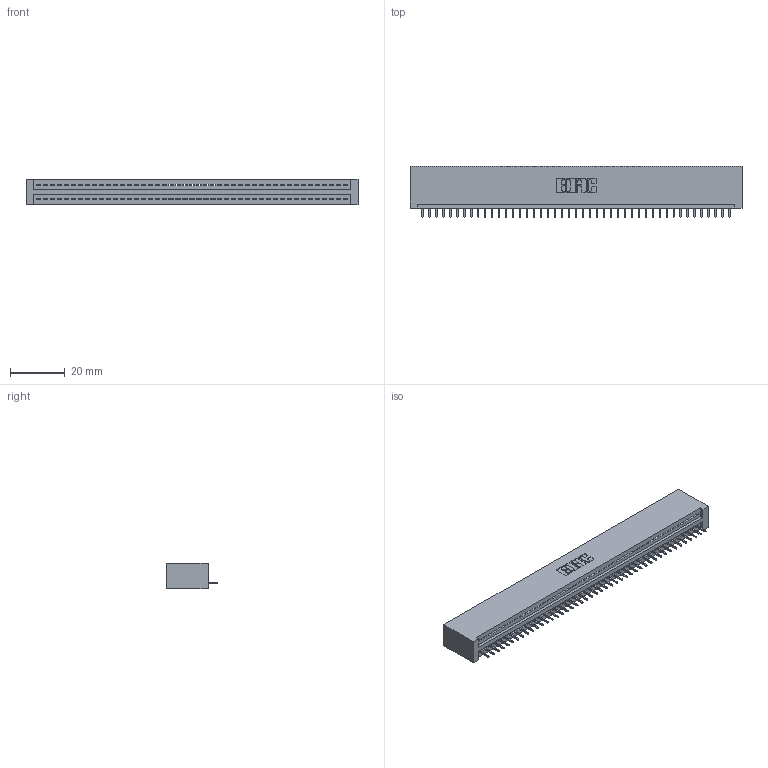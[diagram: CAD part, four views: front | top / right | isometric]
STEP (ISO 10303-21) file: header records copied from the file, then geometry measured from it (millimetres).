
FILE_DESCRIPTION (( 'STEP AP203' ), '1' );
FILE_NAME ('345-045-525-101.STEP', '2020-09-19T22:49:36', ( '' ), ( '' ), 'SwSTEP 2.0', 'SolidWorks 2020', '' );
FILE_SCHEMA (( 'CONFIG_CONTROL_DESIGN' ));
Length unit declared in the file: inch
Products named in the file (3): 345-045-525-101; 345-292-001_345-293-125; 345 Part_No Mounting Lugs
Assembly tree (46 placements, depth 2):
  345-045-525-101
    345 Part_No Mounting Lugs
    345-292-001_345-293-125  x45
Bounding box: 120.9 x 18.72 x 9.4 mm (x, y, z)
Volume: 11908.8 mm3; surface area: 15443.9 mm2
Topology: 46 solids, 46 shells, 2908 faces, 8417 edges, 5430 vertices
Faces by surface type: plane 2146, cylinder 762
Entity records: 33261 total; most frequent: CARTESIAN_POINT 5767, ORIENTED_EDGE 5746, DIRECTION 5027, EDGE_CURVE 2873, LINE 2573, VECTOR 2573, VERTEX_POINT 1910, AXIS2_PLACEMENT_3D 1227
